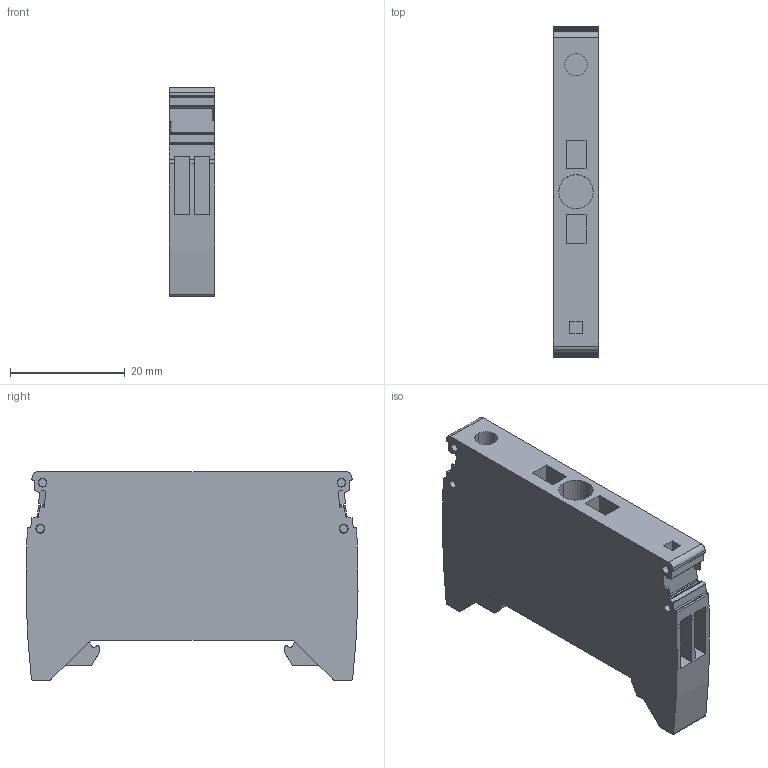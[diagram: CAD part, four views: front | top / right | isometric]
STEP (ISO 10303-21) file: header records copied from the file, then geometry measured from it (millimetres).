
FILE_DESCRIPTION(('CATIA V5 STEP Exchange','CAx-IF Rec.Pracs.--- Model Styling and Organization---1.5--- 2016-08-15','CAx-IF Rec.Pracs.---Supplemental Geometry---1.0---2011-11-01','CAx-IF Rec.Pracs.--- Composite Materials ---1.1---2010-07-15'),'2;1');
FILE_NAME ('D1462737_0', '2025-09-22T09:10:12+00:00', ('none'), ('Weidmueller'), 'CATIA Version 5-6 Release 2024 SP4', 'CATIA V5 STEP AP214 v3', 'none');
FILE_SCHEMA(('AUTOMOTIVE_DESIGN { 1 0 10303 214 1 1 1 1 }'));
Length unit declared in the file: millimetre
Products named in the file (1): v5-standard_part
Bounding box: 8 x 57.98 x 36.4 mm (x, y, z)
Volume: 13225.1 mm3; surface area: 8174.3 mm2
Topology: 2 solids, 2 shells, 362 faces, 1219 edges, 871 vertices
Faces by surface type: plane 172, cylinder 150, bspline 20, cone 16, extrusion 4
Entity records: 20146 total; most frequent: CARTESIAN_POINT 10492, ORIENTED_EDGE 2438, DIRECTION 1361, EDGE_CURVE 1219, VERTEX_POINT 871, VECTOR 674, LINE 670, AXIS2_PLACEMENT_3D 482
